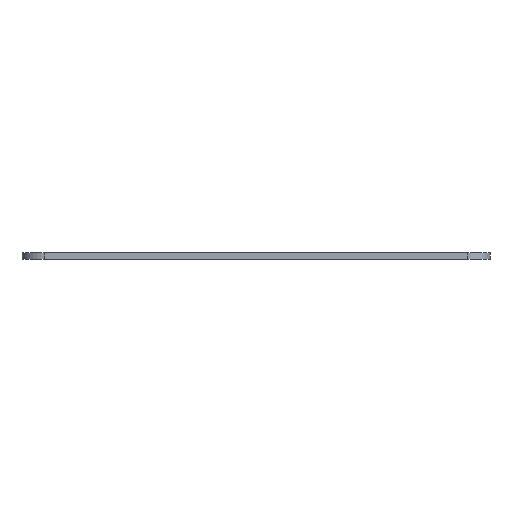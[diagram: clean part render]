
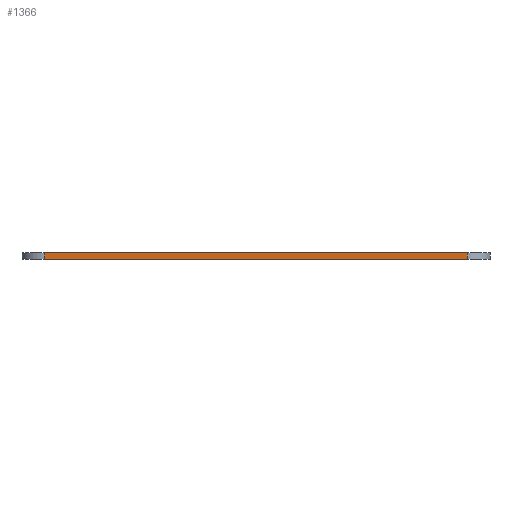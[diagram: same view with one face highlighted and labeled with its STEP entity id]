
A CAD part, left-side view. The second image highlights one B-rep face of the part: STEP entity #1366.
In plain terms, the highlighted planar face has unit normal (-1, 0, 0).
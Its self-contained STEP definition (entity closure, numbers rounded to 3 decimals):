
#39=PLANE('',#1452);
#78=FACE_OUTER_BOUND('',#148,.T.);
#148=EDGE_LOOP('',(#929,#930,#931,#932));
#242=LINE('',#2002,#382);
#243=LINE('',#2005,#383);
#244=LINE('',#2007,#384);
#245=LINE('',#2008,#385);
#382=VECTOR('',#1592,10.);
#383=VECTOR('',#1595,10.);
#384=VECTOR('',#1596,10.);
#385=VECTOR('',#1597,10.);
#585=VERTEX_POINT('',#1995);
#588=VERTEX_POINT('',#2000);
#589=VERTEX_POINT('',#2004);
#590=VERTEX_POINT('',#2006);
#724=EDGE_CURVE('',#588,#585,#242,.T.);
#725=EDGE_CURVE('',#589,#588,#243,.T.);
#726=EDGE_CURVE('',#590,#589,#244,.T.);
#727=EDGE_CURVE('',#585,#590,#245,.T.);
#929=ORIENTED_EDGE('',*,*,#724,.F.);
#930=ORIENTED_EDGE('',*,*,#725,.F.);
#931=ORIENTED_EDGE('',*,*,#726,.F.);
#932=ORIENTED_EDGE('',*,*,#727,.F.);
#1366=ADVANCED_FACE('',(#78),#39,.T.);
#1452=AXIS2_PLACEMENT_3D('',#2003,#1593,#1594);
#1592=DIRECTION('',(0.,0.,1.));
#1593=DIRECTION('center_axis',(-1.,0.,0.));
#1594=DIRECTION('ref_axis',(0.,-1.,0.));
#1595=DIRECTION('',(0.,1.,0.));
#1596=DIRECTION('',(0.,0.,-1.));
#1597=DIRECTION('',(0.,-1.,0.));
#1995=CARTESIAN_POINT('',(-18.723,41.654,1.5));
#2000=CARTESIAN_POINT('',(-18.723,41.654,0.));
#2002=CARTESIAN_POINT('',(-18.723,41.654,0.));
#2003=CARTESIAN_POINT('Origin',(-18.723,46.654,0.));
#2004=CARTESIAN_POINT('',(-18.723,-52.14,0.));
#2005=CARTESIAN_POINT('',(-18.723,-57.14,0.));
#2006=CARTESIAN_POINT('',(-18.723,-52.14,1.5));
#2007=CARTESIAN_POINT('',(-18.723,-52.14,0.));
#2008=CARTESIAN_POINT('',(-18.723,-57.14,1.5));
